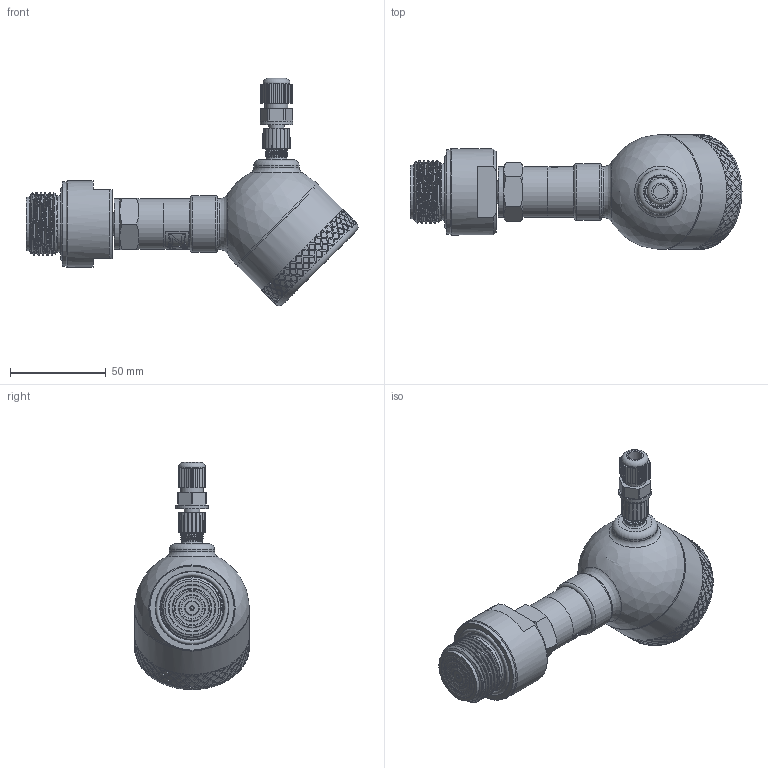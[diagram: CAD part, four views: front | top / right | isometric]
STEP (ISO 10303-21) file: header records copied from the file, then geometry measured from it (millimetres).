
FILE_DESCRIPTION(/* description */ (''),/* implementation_level */ '2;1');
FILE_NAME(/* name */ 'APZ3420mFH_G1DIN-flush_3_display.step',/* time_stamp */ '2021-07-07T16:14:55+03:00',/* author */ (''),/* organization */ (''),/* preprocessor_version */ 'ST-DEVELOPER v18.1',/* originating_system */ 'Autodesk Translation Framework v10.9.0.1377',/* authorisation */ '');
FILE_SCHEMA (('AUTOMOTIVE_DESIGN { 1 0 10303 214 3 1 1 }'));
Length unit declared in the file: millimetre
Products named in the file (9): АПЗ420М-полевойкорпус-
заполненный; Заполненный полевой 
корпус v13; Cover for display; Display; Main body; M12x1 adapter; M12x1 female straight v9; G1\4EN; G1DIN diaphragm 28 v7 (1)
Assembly tree (8 placements, depth 3):
  АПЗ420М-полевойкорпус-
заполненный
    Заполненный полевой 
корпус v13
      Cover for display
      Display
      Main body
      M12x1 adapter
      M12x1 female straight v9
    G1\4EN
    G1DIN diaphragm 28 v7 (1)
Bounding box: 173.38 x 60.1 x 118.64 mm (x, y, z)
Volume: 274456.6 mm3; surface area: 59551.2 mm2
Topology: 18 solids, 18 shells, 1836 faces, 4613 edges, 3032 vertices
Faces by surface type: bspline 1001, plane 397, cylinder 351, cone 51, torus 35, sphere 1
Full cylindrical faces by diameter (mm): 1 x4, 2 x1, 3.3 x1, 4 x1, 5 x7, 7.3 x1, 8 x3, 9.3 x1, 9.5 x2, 10.293 x1, 10.5 x2, 10.741 x7, 11 x1, 11.445 x4, 11.884 x6, 12 x1, 13.157 x9, 14 x1, 17 x1, 19.7 x1, 21.6 x1, 21.767 x1, 22.4 x1, 23.6 x1, 24.5 x2, 26.5 x2, 28 x1, 29.5 x2, 30.291 x5, 33.6 x1
Entity records: 83292 total; most frequent: CARTESIAN_POINT 46909, ORIENTED_EDGE 9222, EDGE_CURVE 4611, DIRECTION 4144, VERTEX_POINT 3032, B_SPLINE_CURVE_WITH_KNOTS 2778, EDGE_LOOP 2095, FACE_OUTER_BOUND 1836
